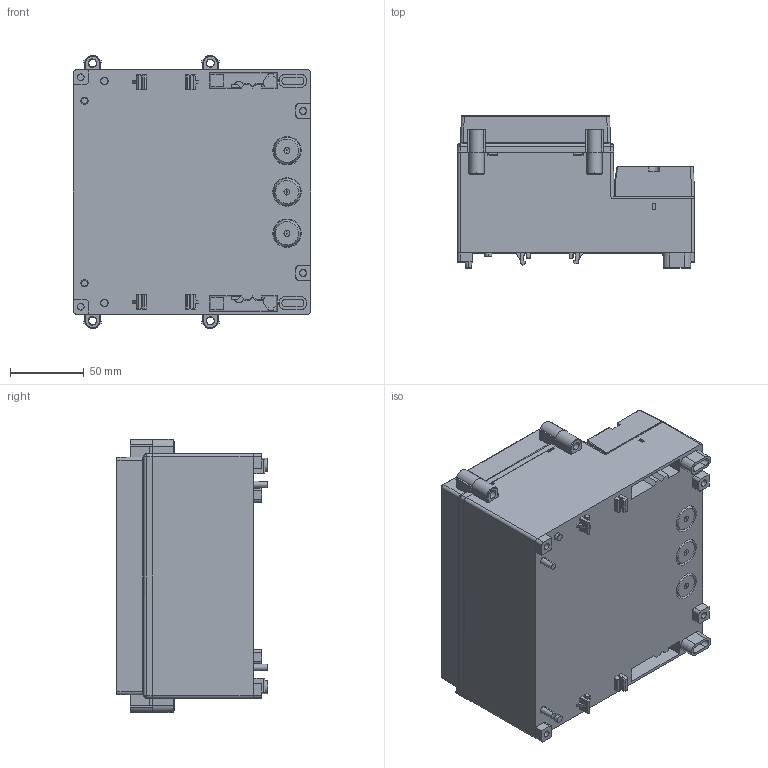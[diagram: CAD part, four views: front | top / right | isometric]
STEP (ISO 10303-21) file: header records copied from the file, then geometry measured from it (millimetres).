
FILE_DESCRIPTION (( 'STEP AP214' ), '1' );
FILE_NAME ('DC001LGNO_DC001CBUNO.STEP', '2012-04-17T02:56:52', ( 'NEF User' ), ( 'NEF User' ), 'SwSTEP 2.0', 'SolidWorks 2012', '' );
FILE_SCHEMA (( 'AUTOMOTIVE_DESIGN' ));
Length unit declared in the file: millimetre
Products named in the file (4): DC003-透明上蓋; DC003-灰色上蓋; DC001-本體; DC001LGNO_DC001CBUNO
Assembly tree (3 placements, depth 2):
  DC001LGNO_DC001CBUNO
    DC001-本體
    DC003-灰色上蓋
    DC003-透明上蓋
Bounding box: 161 x 103 x 185.4 mm (x, y, z)
Volume: 343518.8 mm3; surface area: 280831.1 mm2
Topology: 3 solids, 3 shells, 1331 faces, 3605 edges, 2360 vertices
Faces by surface type: plane 839, cone 203, cylinder 186, bspline 103
Entity records: 49694 total; most frequent: CARTESIAN_POINT 17083, ORIENTED_EDGE 7188, DIRECTION 6093, EDGE_CURVE 3594, LINE 2431, VECTOR 2431, VERTEX_POINT 2360, AXIS2_PLACEMENT_3D 1831
